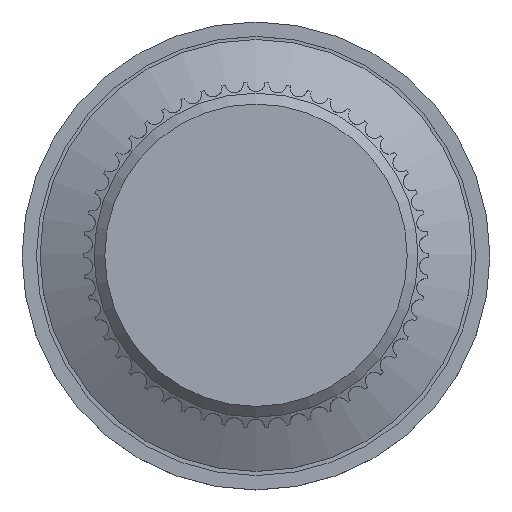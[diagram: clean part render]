
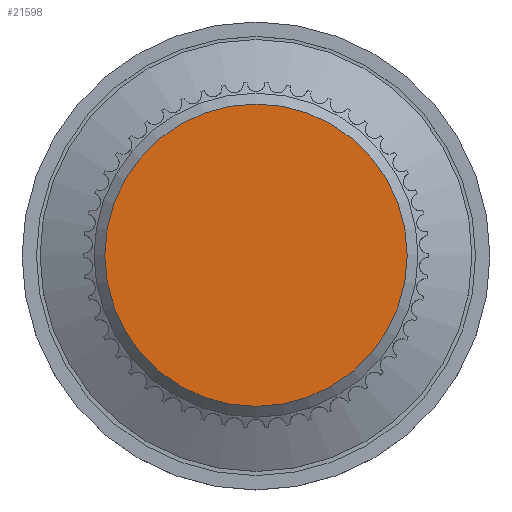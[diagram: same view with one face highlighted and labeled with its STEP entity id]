
A CAD part, top view. The second image highlights one B-rep face of the part: STEP entity #21598.
In plain terms, the highlighted planar face has unit normal (0, 0, 1).
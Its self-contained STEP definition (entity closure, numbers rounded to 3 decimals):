
#1571=CIRCLE('',#22916,21.);
#2777=FACE_OUTER_BOUND('',#4085,.T.);
#4085=EDGE_LOOP('',(#19344));
#10433=VERTEX_POINT('',#48359);
#13439=EDGE_CURVE('',#10433,#10433,#1571,.T.);
#19344=ORIENTED_EDGE('',*,*,#13439,.F.);
#20494=PLANE('',#22917);
#21598=ADVANCED_FACE('',(#2777),#20494,.T.);
#22916=AXIS2_PLACEMENT_3D('',#48360,#27319,#27320);
#22917=AXIS2_PLACEMENT_3D('',#48362,#27322,#27323);
#27319=DIRECTION('center_axis',(0.,0.,-1.));
#27320=DIRECTION('ref_axis',(1.,0.,0.));
#27322=DIRECTION('center_axis',(0.,0.,1.));
#27323=DIRECTION('ref_axis',(1.,0.,0.));
#48359=CARTESIAN_POINT('',(-21.,0.,51.));
#48360=CARTESIAN_POINT('Origin',(0.,0.,51.));
#48362=CARTESIAN_POINT('Origin',(0.,0.,51.));
